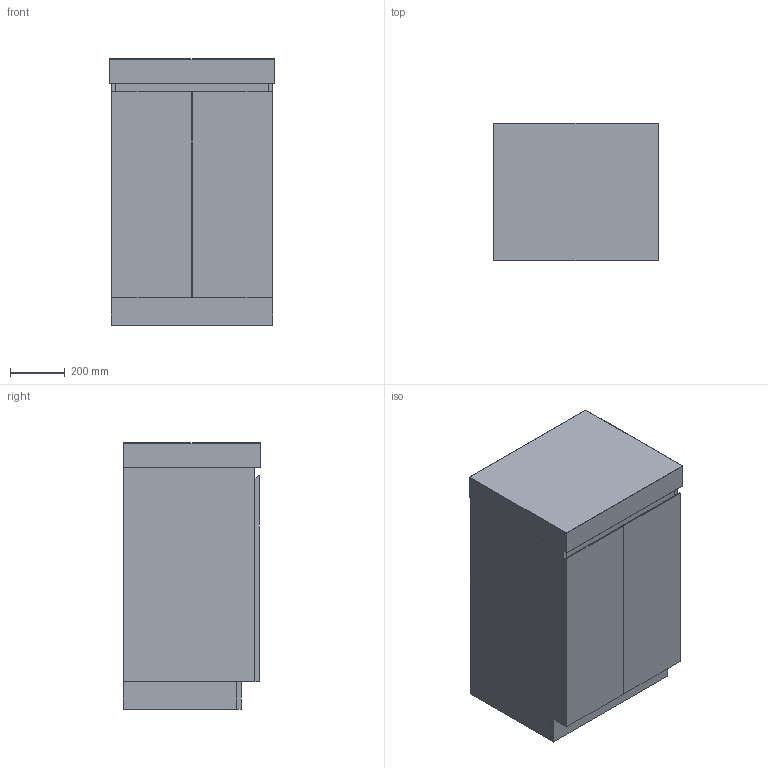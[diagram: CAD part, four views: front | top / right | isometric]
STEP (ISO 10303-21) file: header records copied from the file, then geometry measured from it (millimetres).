
FILE_DESCRIPTION(/* description */ (''),/* implementation_level */ '2;1');
FILE_NAME(/* name */ 'Domaine Conventional (Floor Mount) 600 (90MM)',/* time_stamp */ '2025-07-09T14:47:34+10:00',/* author */ (''),/* organization */ (''),/* preprocessor_version */ 'ST-DEVELOPER v16.5',/* originating_system */ '',/* authorisation */ '');
FILE_SCHEMA (('AUTOMOTIVE_DESIGN'));
Length unit declared in the file: millimetre
Products named in the file (6): Document; Domaine Conventional (Floor Mount) 600 (90MM); Blank Benchtops ALL11; 600 Benchtop (90mm); Domanine Conventional Floor Mount ALL CABINETS5678910; Domaine Conventional 600 WK234
Assembly tree (5 placements, depth 4):
  Document
    Domaine Conventional (Floor Mount) 600 (90MM)
      Blank Benchtops ALL11
        600 Benchtop (90mm)
      Domanine Conventional Floor Mount ALL CABINETS5678910
        Domaine Conventional 600 WK234
Bounding box: 600 x 500 x 970 mm (x, y, z)
Volume: 38371168.5 mm3; surface area: 5255700.7 mm2
Topology: 8 solids, 8 shells, 76 faces, 163 edges, 98 vertices
Faces by surface type: plane 59, cylinder 11, bspline 6
Entity records: 2233 total; most frequent: CARTESIAN_POINT 787, ORIENTED_EDGE 314, EDGE_CURVE 157, B_SPLINE_CURVE_WITH_KNOTS 137, VERTEX_POINT 98, DIRECTION 96, AXIS2_PLACEMENT_3D 83, EDGE_LOOP 77
